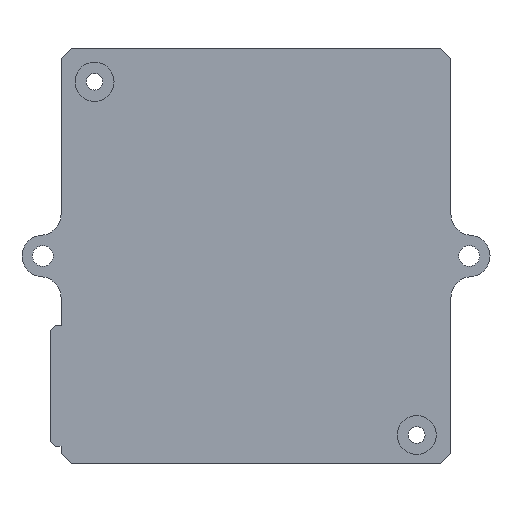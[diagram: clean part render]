
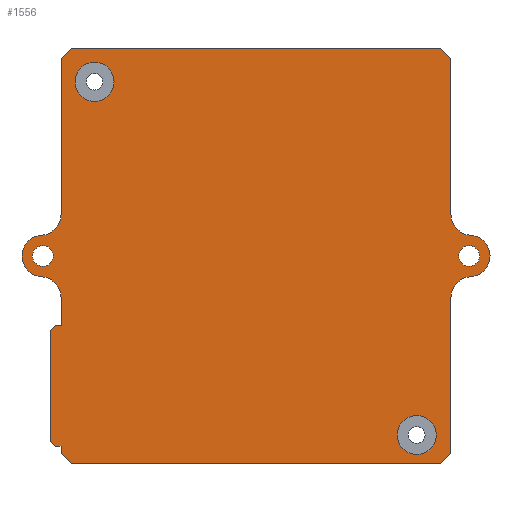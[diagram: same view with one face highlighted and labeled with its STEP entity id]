
A CAD part, front view. The second image highlights one B-rep face of the part: STEP entity #1556.
In plain terms, the highlighted planar face has unit normal (0, -1, 0).
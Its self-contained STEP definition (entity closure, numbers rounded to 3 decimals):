
#32=FACE_BOUND('',#164,.T.);
#33=FACE_BOUND('',#165,.T.);
#34=FACE_BOUND('',#166,.T.);
#35=FACE_BOUND('',#167,.T.);
#44=CIRCLE('',#1653,4.);
#45=CIRCLE('',#1654,4.);
#46=CIRCLE('',#1655,4.);
#47=CIRCLE('',#1656,4.);
#48=CIRCLE('',#1657,4.);
#49=CIRCLE('',#1658,4.);
#50=CIRCLE('',#1659,3.75);
#51=CIRCLE('',#1660,3.75);
#52=CIRCLE('',#1661,2.);
#53=CIRCLE('',#1662,2.);
#81=FACE_OUTER_BOUND('',#163,.T.);
#163=EDGE_LOOP('',(#1047,#1048,#1049,#1050,#1051,#1052,#1053,#1054,#1055,
#1056,#1057,#1058,#1059,#1060,#1061,#1062,#1063,#1064,#1065,#1066,#1067,
#1068));
#164=EDGE_LOOP('',(#1069));
#165=EDGE_LOOP('',(#1070));
#166=EDGE_LOOP('',(#1071));
#167=EDGE_LOOP('',(#1072));
#256=LINE('',#2203,#452);
#268=LINE('',#2227,#464);
#270=LINE('',#2231,#466);
#271=LINE('',#2233,#467);
#272=LINE('',#2235,#468);
#273=LINE('',#2237,#469);
#274=LINE('',#2239,#470);
#275=LINE('',#2241,#471);
#276=LINE('',#2243,#472);
#277=LINE('',#2245,#473);
#278=LINE('',#2253,#474);
#279=LINE('',#2255,#475);
#280=LINE('',#2257,#476);
#281=LINE('',#2259,#477);
#282=LINE('',#2261,#478);
#283=LINE('',#2268,#479);
#452=VECTOR('',#1771,10.);
#464=VECTOR('',#1787,10.);
#466=VECTOR('',#1791,10.);
#467=VECTOR('',#1792,10.);
#468=VECTOR('',#1793,10.);
#469=VECTOR('',#1794,10.);
#470=VECTOR('',#1795,10.);
#471=VECTOR('',#1796,10.);
#472=VECTOR('',#1797,10.);
#473=VECTOR('',#1798,10.);
#474=VECTOR('',#1805,10.);
#475=VECTOR('',#1806,10.);
#476=VECTOR('',#1807,10.);
#477=VECTOR('',#1808,10.);
#478=VECTOR('',#1809,10.);
#479=VECTOR('',#1816,10.);
#648=VERTEX_POINT('',#2200);
#649=VERTEX_POINT('',#2202);
#659=VERTEX_POINT('',#2226);
#660=VERTEX_POINT('',#2230);
#661=VERTEX_POINT('',#2232);
#662=VERTEX_POINT('',#2234);
#663=VERTEX_POINT('',#2236);
#664=VERTEX_POINT('',#2238);
#665=VERTEX_POINT('',#2240);
#666=VERTEX_POINT('',#2242);
#667=VERTEX_POINT('',#2244);
#668=VERTEX_POINT('',#2246);
#669=VERTEX_POINT('',#2248);
#670=VERTEX_POINT('',#2250);
#671=VERTEX_POINT('',#2252);
#672=VERTEX_POINT('',#2254);
#673=VERTEX_POINT('',#2256);
#674=VERTEX_POINT('',#2258);
#675=VERTEX_POINT('',#2260);
#676=VERTEX_POINT('',#2262);
#677=VERTEX_POINT('',#2264);
#678=VERTEX_POINT('',#2266);
#679=VERTEX_POINT('',#2269);
#680=VERTEX_POINT('',#2271);
#681=VERTEX_POINT('',#2273);
#682=VERTEX_POINT('',#2275);
#800=EDGE_CURVE('',#648,#649,#256,.T.);
#812=EDGE_CURVE('',#659,#649,#268,.T.);
#814=EDGE_CURVE('',#660,#648,#270,.T.);
#815=EDGE_CURVE('',#661,#660,#271,.T.);
#816=EDGE_CURVE('',#662,#661,#272,.T.);
#817=EDGE_CURVE('',#662,#663,#273,.T.);
#818=EDGE_CURVE('',#664,#663,#274,.T.);
#819=EDGE_CURVE('',#664,#665,#275,.T.);
#820=EDGE_CURVE('',#666,#665,#276,.T.);
#821=EDGE_CURVE('',#666,#667,#277,.T.);
#822=EDGE_CURVE('',#668,#667,#44,.T.);
#823=EDGE_CURVE('',#669,#668,#45,.T.);
#824=EDGE_CURVE('',#670,#669,#46,.T.);
#825=EDGE_CURVE('',#670,#671,#278,.T.);
#826=EDGE_CURVE('',#672,#671,#279,.T.);
#827=EDGE_CURVE('',#672,#673,#280,.T.);
#828=EDGE_CURVE('',#674,#673,#281,.T.);
#829=EDGE_CURVE('',#674,#675,#282,.T.);
#830=EDGE_CURVE('',#676,#675,#47,.T.);
#831=EDGE_CURVE('',#677,#676,#48,.T.);
#832=EDGE_CURVE('',#678,#677,#49,.T.);
#833=EDGE_CURVE('',#678,#659,#283,.T.);
#834=EDGE_CURVE('',#679,#679,#50,.T.);
#835=EDGE_CURVE('',#680,#680,#51,.T.);
#836=EDGE_CURVE('',#681,#681,#52,.T.);
#837=EDGE_CURVE('',#682,#682,#53,.T.);
#1047=ORIENTED_EDGE('',*,*,#800,.F.);
#1048=ORIENTED_EDGE('',*,*,#814,.F.);
#1049=ORIENTED_EDGE('',*,*,#815,.F.);
#1050=ORIENTED_EDGE('',*,*,#816,.F.);
#1051=ORIENTED_EDGE('',*,*,#817,.T.);
#1052=ORIENTED_EDGE('',*,*,#818,.F.);
#1053=ORIENTED_EDGE('',*,*,#819,.T.);
#1054=ORIENTED_EDGE('',*,*,#820,.F.);
#1055=ORIENTED_EDGE('',*,*,#821,.T.);
#1056=ORIENTED_EDGE('',*,*,#822,.F.);
#1057=ORIENTED_EDGE('',*,*,#823,.F.);
#1058=ORIENTED_EDGE('',*,*,#824,.F.);
#1059=ORIENTED_EDGE('',*,*,#825,.T.);
#1060=ORIENTED_EDGE('',*,*,#826,.F.);
#1061=ORIENTED_EDGE('',*,*,#827,.T.);
#1062=ORIENTED_EDGE('',*,*,#828,.F.);
#1063=ORIENTED_EDGE('',*,*,#829,.T.);
#1064=ORIENTED_EDGE('',*,*,#830,.F.);
#1065=ORIENTED_EDGE('',*,*,#831,.F.);
#1066=ORIENTED_EDGE('',*,*,#832,.F.);
#1067=ORIENTED_EDGE('',*,*,#833,.T.);
#1068=ORIENTED_EDGE('',*,*,#812,.T.);
#1069=ORIENTED_EDGE('',*,*,#834,.T.);
#1070=ORIENTED_EDGE('',*,*,#835,.T.);
#1071=ORIENTED_EDGE('',*,*,#836,.F.);
#1072=ORIENTED_EDGE('',*,*,#837,.F.);
#1491=PLANE('',#1652);
#1556=ADVANCED_FACE('',(#81,#32,#33,#34,#35),#1491,.F.);
#1652=AXIS2_PLACEMENT_3D('',#2229,#1789,#1790);
#1653=AXIS2_PLACEMENT_3D('',#2247,#1799,#1800);
#1654=AXIS2_PLACEMENT_3D('',#2249,#1801,#1802);
#1655=AXIS2_PLACEMENT_3D('',#2251,#1803,#1804);
#1656=AXIS2_PLACEMENT_3D('',#2263,#1810,#1811);
#1657=AXIS2_PLACEMENT_3D('',#2265,#1812,#1813);
#1658=AXIS2_PLACEMENT_3D('',#2267,#1814,#1815);
#1659=AXIS2_PLACEMENT_3D('',#2270,#1817,#1818);
#1660=AXIS2_PLACEMENT_3D('',#2272,#1819,#1820);
#1661=AXIS2_PLACEMENT_3D('',#2274,#1821,#1822);
#1662=AXIS2_PLACEMENT_3D('',#2276,#1823,#1824);
#1771=DIRECTION('',(0.707,0.,0.707));
#1787=DIRECTION('',(-1.,0.,0.));
#1789=DIRECTION('center_axis',(0.,1.,0.));
#1790=DIRECTION('ref_axis',(1.,0.,0.));
#1791=DIRECTION('',(0.,0.,1.));
#1792=DIRECTION('',(-0.707,0.,0.707));
#1793=DIRECTION('',(-1.,0.,0.));
#1794=DIRECTION('',(0.,0.,-1.));
#1795=DIRECTION('',(-0.707,0.,0.707));
#1796=DIRECTION('',(1.,0.,0.));
#1797=DIRECTION('',(-0.707,0.,-0.707));
#1798=DIRECTION('',(0.,0.,1.));
#1799=DIRECTION('center_axis',(0.,-1.,0.));
#1800=DIRECTION('ref_axis',(-0.729,0.,0.685));
#1801=DIRECTION('center_axis',(0.,1.,0.));
#1802=DIRECTION('ref_axis',(1.,0.,0.));
#1803=DIRECTION('center_axis',(0.,-1.,0.));
#1804=DIRECTION('ref_axis',(-0.729,0.,-0.685));
#1805=DIRECTION('',(0.,0.,1.));
#1806=DIRECTION('',(0.707,0.,-0.707));
#1807=DIRECTION('',(-1.,0.,0.));
#1808=DIRECTION('',(0.707,0.,0.707));
#1809=DIRECTION('',(0.,0.,-1.));
#1810=DIRECTION('center_axis',(0.,-1.,0.));
#1811=DIRECTION('ref_axis',(0.729,0.,-0.685));
#1812=DIRECTION('center_axis',(0.,1.,0.));
#1813=DIRECTION('ref_axis',(1.,0.,0.));
#1814=DIRECTION('center_axis',(0.,-1.,0.));
#1815=DIRECTION('ref_axis',(0.729,0.,0.685));
#1816=DIRECTION('',(0.,0.,-1.));
#1817=DIRECTION('center_axis',(0.,1.,0.));
#1818=DIRECTION('ref_axis',(1.,0.,0.));
#1819=DIRECTION('center_axis',(0.,1.,0.));
#1820=DIRECTION('ref_axis',(1.,0.,0.));
#1821=DIRECTION('center_axis',(0.,-1.,0.));
#1822=DIRECTION('ref_axis',(1.,0.,0.));
#1823=DIRECTION('center_axis',(0.,-1.,0.));
#1824=DIRECTION('ref_axis',(1.,0.,0.));
#2200=CARTESIAN_POINT('',(-39.5,0.,-14.394));
#2202=CARTESIAN_POINT('',(-38.5,0.,-13.394));
#2203=CARTESIAN_POINT('',(-25.777,0.,-0.67));
#2226=CARTESIAN_POINT('',(-37.5,0.,-13.394));
#2227=CARTESIAN_POINT('',(-37.5,0.,-13.394));
#2229=CARTESIAN_POINT('Origin',(0.,0.,0.));
#2230=CARTESIAN_POINT('',(-39.5,0.,-35.606));
#2231=CARTESIAN_POINT('',(-39.5,0.,-38.));
#2232=CARTESIAN_POINT('',(-38.5,0.,-36.606));
#2233=CARTESIAN_POINT('',(-38.277,0.,-36.83));
#2234=CARTESIAN_POINT('',(-37.5,0.,-36.606));
#2235=CARTESIAN_POINT('',(-37.5,0.,-36.606));
#2236=CARTESIAN_POINT('',(-37.5,0.,-38.));
#2237=CARTESIAN_POINT('',(-37.5,0.,40.));
#2238=CARTESIAN_POINT('',(-35.5,0.,-40.));
#2239=CARTESIAN_POINT('',(-37.125,0.,-38.375));
#2240=CARTESIAN_POINT('',(35.5,0.,-40.));
#2241=CARTESIAN_POINT('',(-37.5,0.,-40.));
#2242=CARTESIAN_POINT('',(37.5,0.,-38.));
#2243=CARTESIAN_POINT('',(37.125,0.,-38.375));
#2244=CARTESIAN_POINT('',(37.5,0.,-7.984));
#2245=CARTESIAN_POINT('',(37.5,0.,-40.));
#2246=CARTESIAN_POINT('',(41.25,0.,-3.992));
#2247=CARTESIAN_POINT('Origin',(41.5,0.,-7.984));
#2248=CARTESIAN_POINT('',(41.25,0.,3.992));
#2249=CARTESIAN_POINT('Origin',(41.,0.,0.));
#2250=CARTESIAN_POINT('',(37.5,0.,7.984));
#2251=CARTESIAN_POINT('Origin',(41.5,0.,7.984));
#2252=CARTESIAN_POINT('',(37.5,0.,38.));
#2253=CARTESIAN_POINT('',(37.5,0.,-40.));
#2254=CARTESIAN_POINT('',(35.5,0.,40.));
#2255=CARTESIAN_POINT('',(37.125,0.,38.375));
#2256=CARTESIAN_POINT('',(-35.5,0.,40.));
#2257=CARTESIAN_POINT('',(37.5,0.,40.));
#2258=CARTESIAN_POINT('',(-37.5,0.,38.));
#2259=CARTESIAN_POINT('',(-37.125,0.,38.375));
#2260=CARTESIAN_POINT('',(-37.5,0.,7.984));
#2261=CARTESIAN_POINT('',(-37.5,0.,40.));
#2262=CARTESIAN_POINT('',(-41.25,0.,3.992));
#2263=CARTESIAN_POINT('Origin',(-41.5,0.,7.984));
#2264=CARTESIAN_POINT('',(-41.25,0.,-3.992));
#2265=CARTESIAN_POINT('Origin',(-41.,0.,0.));
#2266=CARTESIAN_POINT('',(-37.5,0.,-7.984));
#2267=CARTESIAN_POINT('Origin',(-41.5,0.,-7.984));
#2268=CARTESIAN_POINT('',(-37.5,0.,40.));
#2269=CARTESIAN_POINT('',(27.155,0.,-34.434));
#2270=CARTESIAN_POINT('Origin',(30.905,0.,-34.434));
#2271=CARTESIAN_POINT('',(-34.802,0.,33.5));
#2272=CARTESIAN_POINT('Origin',(-31.052,0.,33.5));
#2273=CARTESIAN_POINT('',(-43.,0.,0.));
#2274=CARTESIAN_POINT('Origin',(-41.,0.,0.));
#2275=CARTESIAN_POINT('',(39.,0.,0.));
#2276=CARTESIAN_POINT('Origin',(41.,0.,0.));
